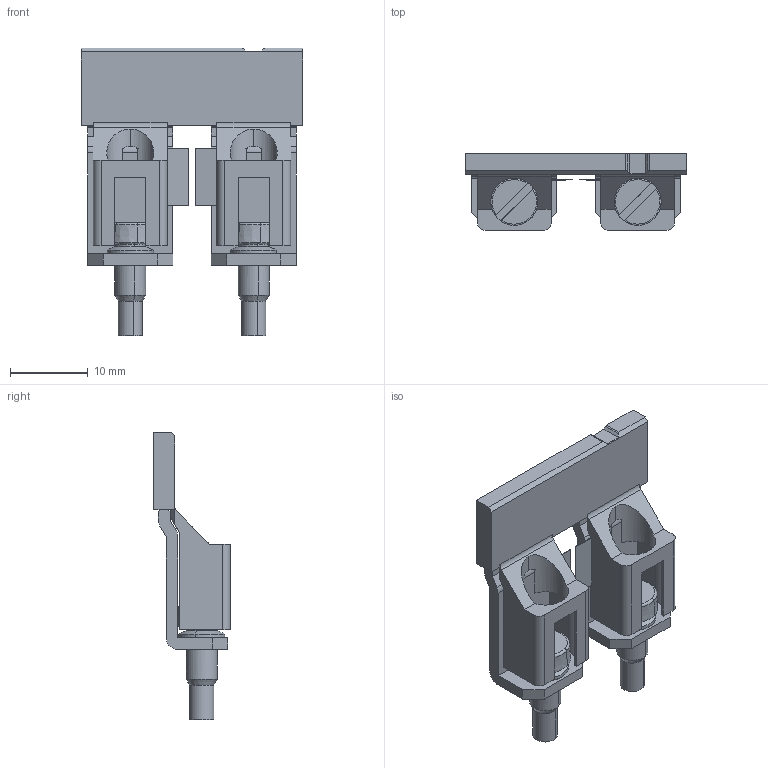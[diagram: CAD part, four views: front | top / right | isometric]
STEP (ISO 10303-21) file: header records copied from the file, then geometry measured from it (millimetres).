
FILE_DESCRIPTION(('CATIA V5 STEP Exchange','CAx-IF Rec.Pracs.--- Model Styling and Organization---1.5--- 2016-08-15','CAx-IF Rec.Pracs.---Supplemental Geometry---1.0---2011-11-01','CAx-IF Rec.Pracs.--- Composite Materials ---1.1---2010-07-15'),'2;1');
FILE_NAME ('004718-7_2', '2024-06-10T05:49:52+00:00', ('none'), ('Weidmueller'), 'CATIA Version 5-6 Release 2022 SP4 HF5', 'CATIA V5 STEP AP214 v3', 'none');
FILE_SCHEMA(('AUTOMOTIVE_DESIGN { 1 0 10303 214 1 1 1 1 }'));
Length unit declared in the file: millimetre
Products named in the file (1): 1053060000
Bounding box: 28.5 x 9.85 x 37.1 mm (x, y, z)
Volume: 2465.9 mm3; surface area: 3740.5 mm2
Topology: 1 solids, 1 shells, 201 faces, 557 edges, 360 vertices
Faces by surface type: plane 121, cylinder 46, cone 22, torus 12
Entity records: 6331 total; most frequent: CARTESIAN_POINT 1436, ORIENTED_EDGE 1114, DIRECTION 781, EDGE_CURVE 557, VECTOR 375, LINE 375, VERTEX_POINT 360, AXIS2_PLACEMENT_3D 276
